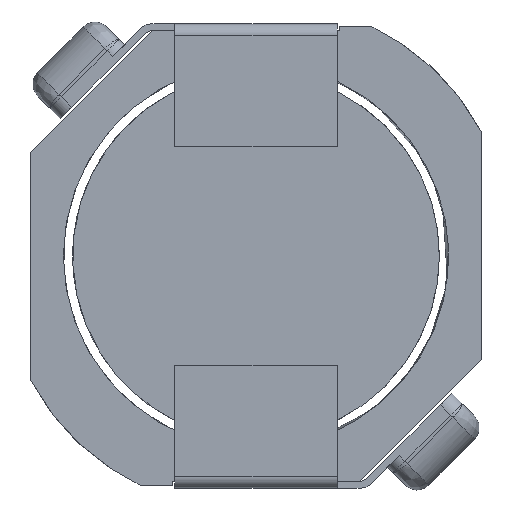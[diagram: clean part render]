
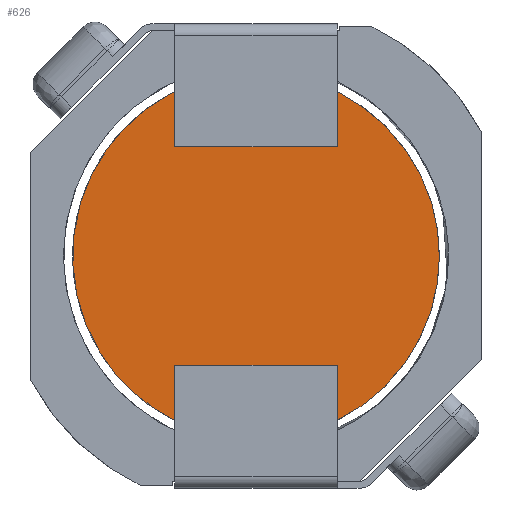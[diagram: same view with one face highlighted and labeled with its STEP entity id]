
A CAD part, front view. The second image highlights one B-rep face of the part: STEP entity #626.
In plain terms, the highlighted planar face has unit normal (0, -1, 0).
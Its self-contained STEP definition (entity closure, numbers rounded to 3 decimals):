
#35 = CARTESIAN_POINT ( 'NONE',  ( -3.997, -5.9, 3.997 ) ) ;
#151 = ORIENTED_EDGE ( 'NONE', *, *, #2313, .T. ) ;
#256 = PLANE ( 'NONE',  #1098 ) ;
#330 =( BOUNDED_CURVE ( )  B_SPLINE_CURVE ( 3, ( #2921, #884, #2688, #2285 ),
 .UNSPECIFIED., .F., .T. ) 
 B_SPLINE_CURVE_WITH_KNOTS ( ( 4, 4 ),
 ( 0., 0.012 ),
 .UNSPECIFIED. ) 
 CURVE ( )  GEOMETRIC_REPRESENTATION_ITEM ( )  RATIONAL_B_SPLINE_CURVE ( ( 1., 0.333, 0.333, 1. ) ) 
 REPRESENTATION_ITEM ( '' )  );
#541 = EDGE_LOOP ( 'NONE', ( #1501, #151 ) ) ;
#626 = ADVANCED_FACE ( 'NONE', ( #2083 ), #256, .T. ) ;
#666 = CARTESIAN_POINT ( 'NONE',  ( 3.95, -5.9, -2.314 ) ) ;
#884 = CARTESIAN_POINT ( 'NONE',  ( -7.9, -5.9, 3.95 ) ) ;
#930 = DIRECTION ( 'NONE',  ( 0., 0., -1. ) ) ;
#1098 = AXIS2_PLACEMENT_3D ( 'NONE', #35, #2069, #930 ) ;
#1110 = CARTESIAN_POINT ( 'NONE',  ( 0., -5.9, -3.95 ) ) ;
#1423 = CARTESIAN_POINT ( 'NONE',  ( 0., -5.9, 3.95 ) ) ;
#1501 = ORIENTED_EDGE ( 'NONE', *, *, #1947, .T. ) ;
#1583 = CARTESIAN_POINT ( 'NONE',  ( 3.95, -5.9, 2.314 ) ) ;
#1592 = CARTESIAN_POINT ( 'NONE',  ( 2.314, -5.9, 3.95 ) ) ;
#1789 = CARTESIAN_POINT ( 'NONE',  ( 2.314, -5.9, -3.95 ) ) ;
#1943 = VERTEX_POINT ( 'NONE', #1110 ) ;
#1947 = EDGE_CURVE ( 'NONE', #1943, #2059, #2647, .T. ) ;
#2059 = VERTEX_POINT ( 'NONE', #1423 ) ;
#2069 = DIRECTION ( 'NONE',  ( 0., -1., 0. ) ) ;
#2083 = FACE_OUTER_BOUND ( 'NONE', #541, .T. ) ;
#2285 = CARTESIAN_POINT ( 'NONE',  ( 0., -5.9, -3.95 ) ) ;
#2313 = EDGE_CURVE ( 'NONE', #2059, #1943, #330, .T. ) ;
#2469 = CARTESIAN_POINT ( 'NONE',  ( 3.95, -5.9, 0. ) ) ;
#2491 = CARTESIAN_POINT ( 'NONE',  ( 0., -5.9, 3.95 ) ) ;
#2647 =( BOUNDED_CURVE ( )  B_SPLINE_CURVE ( 3, ( #2923, #1789, #666, #2469, #1583, #1592, #2491 ),
 .UNSPECIFIED., .F., .T. ) 
 B_SPLINE_CURVE_WITH_KNOTS ( ( 4, 3, 4 ),
 ( 0., 0.006, 0.012 ),
 .UNSPECIFIED. ) 
 CURVE ( )  GEOMETRIC_REPRESENTATION_ITEM ( )  RATIONAL_B_SPLINE_CURVE ( ( 1., 0.805, 0.805, 1., 0.805, 0.805, 1. ) ) 
 REPRESENTATION_ITEM ( '' )  );
#2688 = CARTESIAN_POINT ( 'NONE',  ( -7.9, -5.9, -3.95 ) ) ;
#2921 = CARTESIAN_POINT ( 'NONE',  ( 0., -5.9, 3.95 ) ) ;
#2923 = CARTESIAN_POINT ( 'NONE',  ( 0., -5.9, -3.95 ) ) ;
